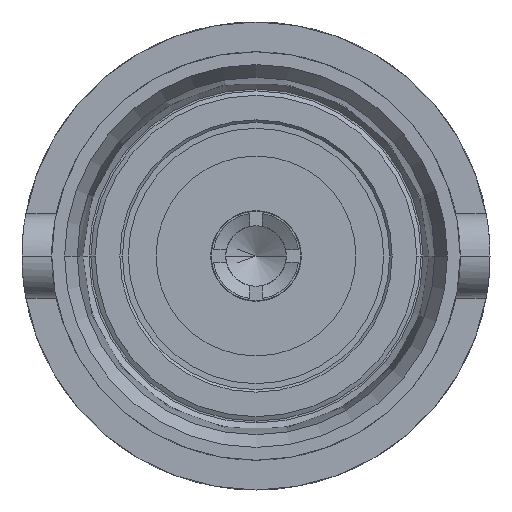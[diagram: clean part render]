
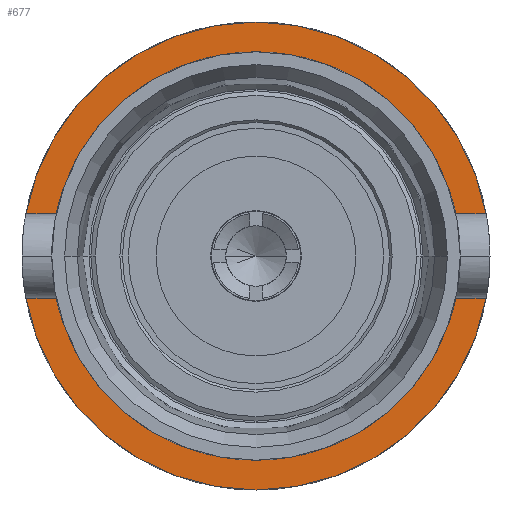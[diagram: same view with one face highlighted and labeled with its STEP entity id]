
A CAD part, left-side view. The second image highlights one B-rep face of the part: STEP entity #677.
In plain terms, the highlighted planar face has unit normal (-1, 0, 0).
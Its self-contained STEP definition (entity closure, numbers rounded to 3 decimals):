
#569 = VERTEX_POINT('',#570);
#570 = CARTESIAN_POINT('',(12.7,4.8,0.));
#576 = EDGE_CURVE('',#569,#577,#579,.T.);
#577 = VERTEX_POINT('',#578);
#578 = CARTESIAN_POINT('',(12.7,-4.8,0.));
#579 = CIRCLE('',#580,4.8);
#580 = AXIS2_PLACEMENT_3D('',#581,#582,#583);
#581 = CARTESIAN_POINT('',(12.7,0.,0.));
#582 = DIRECTION('',(-1.,0.,0.));
#583 = DIRECTION('',(0.,1.,0.));
#640 = EDGE_CURVE('',#569,#577,#641,.T.);
#641 = CIRCLE('',#642,4.8);
#642 = AXIS2_PLACEMENT_3D('',#643,#644,#645);
#643 = CARTESIAN_POINT('',(12.7,0.,0.));
#644 = DIRECTION('',(1.,0.,0.));
#645 = DIRECTION('',(-0.,1.,0.));
#677 = ADVANCED_FACE('',(#678,#698),#702,.T.);
#678 = FACE_BOUND('',#679,.F.);
#679 = EDGE_LOOP('',(#680,#691));
#680 = ORIENTED_EDGE('',*,*,#681,.F.);
#681 = EDGE_CURVE('',#682,#684,#686,.T.);
#682 = VERTEX_POINT('',#683);
#683 = CARTESIAN_POINT('',(12.7,5.5,0.));
#684 = VERTEX_POINT('',#685);
#685 = CARTESIAN_POINT('',(12.7,-5.5,0.));
#686 = CIRCLE('',#687,5.5);
#687 = AXIS2_PLACEMENT_3D('',#688,#689,#690);
#688 = CARTESIAN_POINT('',(12.7,0.,0.));
#689 = DIRECTION('',(-1.,0.,0.));
#690 = DIRECTION('',(0.,1.,0.));
#691 = ORIENTED_EDGE('',*,*,#692,.T.);
#692 = EDGE_CURVE('',#682,#684,#693,.T.);
#693 = CIRCLE('',#694,5.5);
#694 = AXIS2_PLACEMENT_3D('',#695,#696,#697);
#695 = CARTESIAN_POINT('',(12.7,0.,0.));
#696 = DIRECTION('',(1.,0.,0.));
#697 = DIRECTION('',(-0.,1.,0.));
#698 = FACE_BOUND('',#699,.F.);
#699 = EDGE_LOOP('',(#700,#701));
#700 = ORIENTED_EDGE('',*,*,#640,.F.);
#701 = ORIENTED_EDGE('',*,*,#576,.T.);
#702 = PLANE('',#703);
#703 = AXIS2_PLACEMENT_3D('',#704,#705,#706);
#704 = CARTESIAN_POINT('',(12.7,0.,0.));
#705 = DIRECTION('',(-1.,0.,0.));
#706 = DIRECTION('',(0.,1.,0.));
